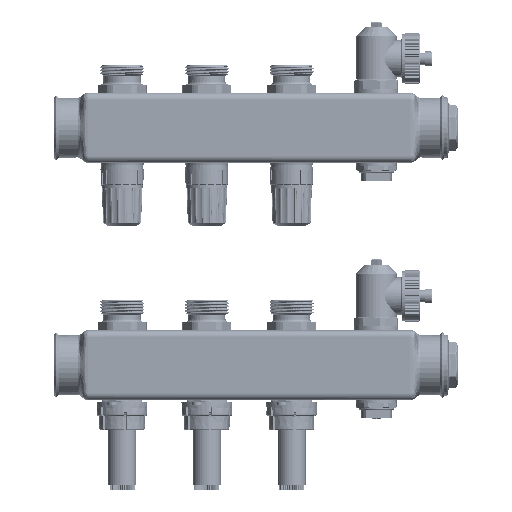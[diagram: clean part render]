
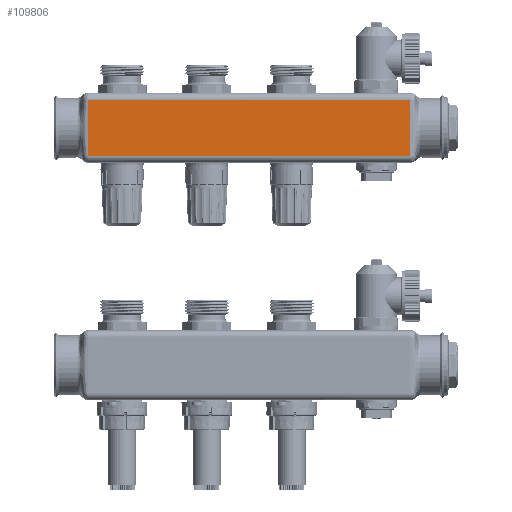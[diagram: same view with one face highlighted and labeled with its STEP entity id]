
A CAD part, front view. The second image highlights one B-rep face of the part: STEP entity #109806.
In plain terms, the highlighted planar face has unit normal (0, -1, 0).
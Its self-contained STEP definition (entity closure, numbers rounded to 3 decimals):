
#106415=CARTESIAN_POINT('',(19.869,-20.,
16.5));
#106578=CARTESIAN_POINT('',(19.869,-20.,
-16.5));
#106586=CARTESIAN_POINT('',(210.131,-20.,16.5));
#106587=CARTESIAN_POINT('',(210.131,-20.,16.5));
#106588=CARTESIAN_POINT('',(210.154,-20.,
15.975));
#106589=CARTESIAN_POINT('',(210.2,-20.,
14.962));
#106590=CARTESIAN_POINT('',(210.277,-20.,
13.498));
#106591=CARTESIAN_POINT('',(210.354,-20.,
12.149));
#106592=CARTESIAN_POINT('',(210.429,-20.,
10.918));
#106593=CARTESIAN_POINT('',(210.499,-20.,9.79));
#106594=CARTESIAN_POINT('',(210.563,-20.,8.715));
#106595=CARTESIAN_POINT('',(210.623,-20.,7.651));
#106596=CARTESIAN_POINT('',(210.676,-20.,6.582));
#106597=CARTESIAN_POINT('',(210.722,-20.,5.515));
#106598=CARTESIAN_POINT('',(210.759,-20.,4.436));
#106599=CARTESIAN_POINT('',(210.788,-20.,3.303));
#106600=CARTESIAN_POINT('',(210.81,-20.,2.063));
#106601=CARTESIAN_POINT('',(210.822,-20.,0.726));
#106602=CARTESIAN_POINT('',(210.823,-20.,-0.624));
#106603=CARTESIAN_POINT('',(210.812,-20.,-1.89));
#106604=CARTESIAN_POINT('',(210.793,-20.,-3.049));
#106605=CARTESIAN_POINT('',(210.767,-20.,-4.142));
#106606=CARTESIAN_POINT('',(210.733,-20.,-5.215));
#106607=CARTESIAN_POINT('',(210.69,-20.,-6.285));
#106608=CARTESIAN_POINT('',(210.638,-20.,-7.35));
#106609=CARTESIAN_POINT('',(210.581,-20.,-8.412));
#106610=CARTESIAN_POINT('',(210.516,-20.,-9.503));
#106611=CARTESIAN_POINT('',(210.445,-20.,-10.668));
#106612=CARTESIAN_POINT('',(210.367,-20.,-11.94));
#106613=CARTESIAN_POINT('',(210.286,-20.,-13.333));
#106614=CARTESIAN_POINT('',(210.205,-20.,-14.866));
#106615=CARTESIAN_POINT('',(210.155,-20.,-15.937));
#106616=CARTESIAN_POINT('',(210.131,-20.,-16.5));
#106618=CARTESIAN_POINT('',(19.869,-20.,-16.5));
#106619=CARTESIAN_POINT('',(19.869,-20.,-16.5));
#106620=CARTESIAN_POINT('',(19.846,-20.,
-15.97));
#106621=CARTESIAN_POINT('',(19.799,-20.,
-14.949));
#106622=CARTESIAN_POINT('',(19.722,-20.,
-13.477));
#106623=CARTESIAN_POINT('',(19.644,-20.,
-12.127));
#106624=CARTESIAN_POINT('',(19.57,-20.,
-10.9));
#106625=CARTESIAN_POINT('',(19.5,-20.,
-9.773));
#106626=CARTESIAN_POINT('',(19.436,-20.,-8.698));
#106627=CARTESIAN_POINT('',(19.376,-20.,-7.634));
#106628=CARTESIAN_POINT('',(19.323,-20.,-6.565));
#106629=CARTESIAN_POINT('',(19.278,-20.,-5.497));
#106630=CARTESIAN_POINT('',(19.241,-20.,-4.418));
#106631=CARTESIAN_POINT('',(19.211,-20.,-3.287));
#106632=CARTESIAN_POINT('',(19.189,-20.,-2.049));
#106633=CARTESIAN_POINT('',(19.177,-20.,-0.712));
#106634=CARTESIAN_POINT('',(19.177,-20.,0.638));
#106635=CARTESIAN_POINT('',(19.188,-20.,1.905));
#106636=CARTESIAN_POINT('',(19.207,-20.,3.064));
#106637=CARTESIAN_POINT('',(19.233,-20.,4.156));
#106638=CARTESIAN_POINT('',(19.268,-20.,5.228));
#106639=CARTESIAN_POINT('',(19.311,-20.,6.298));
#106640=CARTESIAN_POINT('',(19.362,-20.,7.362));
#106641=CARTESIAN_POINT('',(19.42,-20.,8.423));
#106642=CARTESIAN_POINT('',(19.484,-20.,9.513));
#106643=CARTESIAN_POINT('',(19.556,-20.,
10.677));
#106644=CARTESIAN_POINT('',(19.634,-20.,
11.947));
#106645=CARTESIAN_POINT('',(19.714,-20.,
13.336));
#106646=CARTESIAN_POINT('',(19.795,-20.,
14.866));
#106647=CARTESIAN_POINT('',(19.845,-20.,
15.936));
#106648=CARTESIAN_POINT('',(19.869,-20.,16.5));
#106649=CARTESIAN_POINT('',(19.869,-20.,16.5));
#107542=DIRECTION('',(-1.,0.,0.));
#107543=VECTOR('',#107542,190.263);
#107544=CARTESIAN_POINT('',(210.131,-20.,
16.5));
#107545=LINE('',#107544,#107543);
#108204=DIRECTION('',(1.,0.,0.));
#108205=VECTOR('',#108204,190.263);
#108206=CARTESIAN_POINT('',(19.869,-20.,
-16.5));
#108207=LINE('',#108206,#108205);
#108575=VERTEX_POINT('',#106415);
#108590=VERTEX_POINT('',#106578);
#108592=VERTEX_POINT('',#106586);
#108593=VERTEX_POINT('',#106616);
#109792=CARTESIAN_POINT('',(115.,-20.,0.));
#109793=DIRECTION('',(0.,1.,0.));
#109794=DIRECTION('',(1.,0.,0.));
#109795=AXIS2_PLACEMENT_3D('',#109792,#109793,#109794);
#109796=PLANE('',#109795);
#109798=ORIENTED_EDGE('',*,*,#109797,.T.);
#109800=ORIENTED_EDGE('',*,*,#109799,.F.);
#109801=ORIENTED_EDGE('',*,*,#109786,.T.);
#109803=ORIENTED_EDGE('',*,*,#109802,.F.);
#109804=EDGE_LOOP('',(#109798,#109800,#109801,#109803));
#109805=FACE_OUTER_BOUND('',#109804,.F.);
#109806=ADVANCED_FACE('',(#109805),#109796,.F.);
#106617=B_SPLINE_CURVE_WITH_KNOTS('',3,(#106586,#106587,#106588,#106589,#106590,
#106591,#106592,#106593,#106594,#106595,#106596,#106597,#106598,#106599,#106600,
#106601,#106602,#106603,#106604,#106605,#106606,#106607,#106608,#106609,#106610,
#106611,#106612,#106613,#106614,#106615,#106616),.UNSPECIFIED.,.F.,.F.,(4,1,1,1,
1,1,1,1,1,1,1,1,1,1,1,1,1,1,1,1,1,1,1,1,1,1,1,1,4),(0.,0.,
0.047,0.091,0.132,0.17,
0.203,0.235,0.268,0.3,
0.333,0.365,0.399,0.436,
0.478,0.52,0.558,0.593,
0.625,0.658,0.691,0.723,
0.755,0.788,0.823,0.861,
0.903,0.949,1.),.UNSPECIFIED.);
#106650=B_SPLINE_CURVE_WITH_KNOTS('',3,(#106618,#106619,#106620,#106621,#106622,
#106623,#106624,#106625,#106626,#106627,#106628,#106629,#106630,#106631,#106632,
#106633,#106634,#106635,#106636,#106637,#106638,#106639,#106640,#106641,#106642,
#106643,#106644,#106645,#106646,#106647,#106648,#106649),.UNSPECIFIED.,.F.,.F.,(
4,1,1,1,1,1,1,1,1,1,1,1,1,1,1,1,1,1,1,1,1,1,1,1,1,1,1,1,1,4),(0.,
0.,0.048,0.092,0.133,
0.17,0.204,0.236,0.268,
0.301,0.333,0.366,0.399,
0.436,0.478,0.521,0.559,
0.593,0.626,0.658,0.691,
0.724,0.756,0.788,0.823,
0.862,0.903,0.949,1.,1.),
.UNSPECIFIED.);
#109786=EDGE_CURVE('',#108590,#108575,#106650,.T.);
#109797=EDGE_CURVE('',#108592,#108593,#106617,.T.);
#109799=EDGE_CURVE('',#108590,#108593,#108207,.T.);
#109802=EDGE_CURVE('',#108592,#108575,#107545,.T.);
